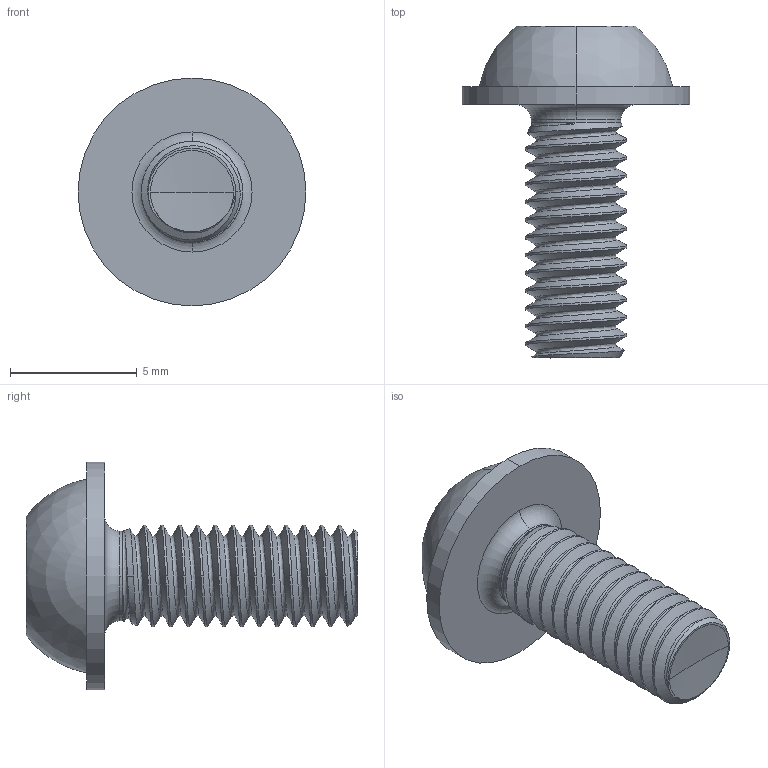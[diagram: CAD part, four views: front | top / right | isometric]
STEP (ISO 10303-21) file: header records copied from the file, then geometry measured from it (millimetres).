
FILE_DESCRIPTION (( 'STEP AP203' ), '1' );
FILE_NAME ('STM380400100.STEP', '2024-02-13T19:45:27', ( '' ), ( '' ), 'SwSTEP 2.0', 'SolidWorks 2015', '' );
FILE_SCHEMA (( 'CONFIG_CONTROL_DESIGN' ));
Length unit declared in the file: millimetre
Products named in the file (1): STM380400100
Bounding box: 9 x 13.1 x 9 mm (x, y, z)
Volume: 210.1 mm3; surface area: 375 mm2
Topology: 1 solids, 1 shells, 92 faces, 241 edges, 152 vertices
Faces by surface type: cylinder 48, bspline 18, cone 11, torus 7, sphere 4, plane 4
Entity records: 16049 total; most frequent: CARTESIAN_POINT 14048, ORIENTED_EDGE 478, DIRECTION 317, EDGE_CURVE 239, VERTEX_POINT 152, AXIS2_PLACEMENT_3D 130, EDGE_LOOP 95, FACE_OUTER_BOUND 92
